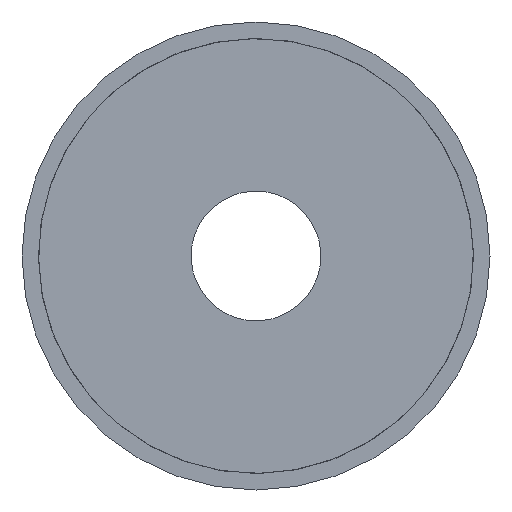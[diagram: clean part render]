
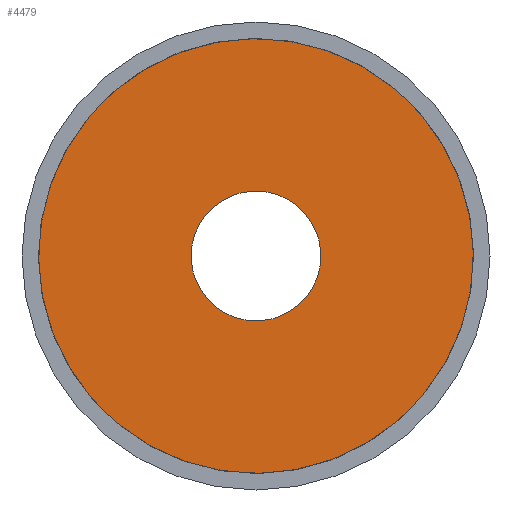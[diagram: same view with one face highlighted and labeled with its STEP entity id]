
A CAD part, front view. The second image highlights one B-rep face of the part: STEP entity #4479.
In plain terms, the highlighted planar face has unit normal (0, -1, 0).
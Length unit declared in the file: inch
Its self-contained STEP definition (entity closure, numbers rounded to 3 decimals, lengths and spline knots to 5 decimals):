
#103 = EDGE_CURVE ( 'NONE', #4050, #498, #394, .T. ) ;
#119 = DIRECTION ( 'NONE',  ( 0., 0., 1. ) ) ;
#157 = EDGE_CURVE ( 'NONE', #3462, #3329, #2636, .T. ) ;
#179 = DIRECTION ( 'NONE',  ( 0., 1., 0. ) ) ;
#351 = PLANE ( 'NONE',  #2617 ) ;
#381 = AXIS2_PLACEMENT_3D ( 'NONE', #4051, #888, #1201 ) ;
#394 = CIRCLE ( 'NONE', #381, 1.675 ) ;
#498 = VERTEX_POINT ( 'NONE', #633 ) ;
#633 = CARTESIAN_POINT ( 'NONE',  ( 0., 0., 1.675 ) ) ;
#808 = EDGE_CURVE ( 'NONE', #498, #4050, #2284, .T. ) ;
#861 = CARTESIAN_POINT ( 'NONE',  ( 0., 0., -0.5 ) ) ;
#888 = DIRECTION ( 'NONE',  ( 0., 1., 0. ) ) ;
#936 = DIRECTION ( 'NONE',  ( 0., 0., 1. ) ) ;
#1011 = AXIS2_PLACEMENT_3D ( 'NONE', #4426, #179, #4475 ) ;
#1063 = CARTESIAN_POINT ( 'NONE',  ( 0., 0., 0. ) ) ;
#1142 = FACE_BOUND ( 'NONE', #3206, .T. ) ;
#1201 = DIRECTION ( 'NONE',  ( 0., 0., 1. ) ) ;
#1330 = CARTESIAN_POINT ( 'NONE',  ( 0., 0., -1.675 ) ) ;
#1405 = EDGE_CURVE ( 'NONE', #3329, #3462, #1546, .T. ) ;
#1477 = EDGE_LOOP ( 'NONE', ( #1592, #2487 ) ) ;
#1546 = CIRCLE ( 'NONE', #1011, 0.5 ) ;
#1592 = ORIENTED_EDGE ( 'NONE', *, *, #103, .F. ) ;
#1752 = FACE_OUTER_BOUND ( 'NONE', #1477, .T. ) ;
#1787 = DIRECTION ( 'NONE',  ( 0., 0., 1. ) ) ;
#1875 = DIRECTION ( 'NONE',  ( 0., 1., 0. ) ) ;
#2284 = CIRCLE ( 'NONE', #3763, 1.675 ) ;
#2314 = ORIENTED_EDGE ( 'NONE', *, *, #1405, .T. ) ;
#2381 = ORIENTED_EDGE ( 'NONE', *, *, #157, .T. ) ;
#2402 = DIRECTION ( 'NONE',  ( 0., 1., 0. ) ) ;
#2487 = ORIENTED_EDGE ( 'NONE', *, *, #808, .F. ) ;
#2617 = AXIS2_PLACEMENT_3D ( 'NONE', #1063, #3626, #1787 ) ;
#2636 = CIRCLE ( 'NONE', #3139, 0.5 ) ;
#3004 = CARTESIAN_POINT ( 'NONE',  ( 0., 0., 0. ) ) ;
#3139 = AXIS2_PLACEMENT_3D ( 'NONE', #3488, #2402, #936 ) ;
#3206 = EDGE_LOOP ( 'NONE', ( #2314, #2381 ) ) ;
#3329 = VERTEX_POINT ( 'NONE', #4421 ) ;
#3462 = VERTEX_POINT ( 'NONE', #861 ) ;
#3488 = CARTESIAN_POINT ( 'NONE',  ( 0., 0., 0. ) ) ;
#3626 = DIRECTION ( 'NONE',  ( 0., 1., 0. ) ) ;
#3763 = AXIS2_PLACEMENT_3D ( 'NONE', #3004, #1875, #119 ) ;
#4050 = VERTEX_POINT ( 'NONE', #1330 ) ;
#4051 = CARTESIAN_POINT ( 'NONE',  ( 0., 0., 0. ) ) ;
#4421 = CARTESIAN_POINT ( 'NONE',  ( 0., 0., 0.5 ) ) ;
#4426 = CARTESIAN_POINT ( 'NONE',  ( 0., 0., 0. ) ) ;
#4475 = DIRECTION ( 'NONE',  ( 0., 0., 1. ) ) ;
#4479 = ADVANCED_FACE ( 'NONE', ( #1142, #1752 ), #351, .F. ) ;
